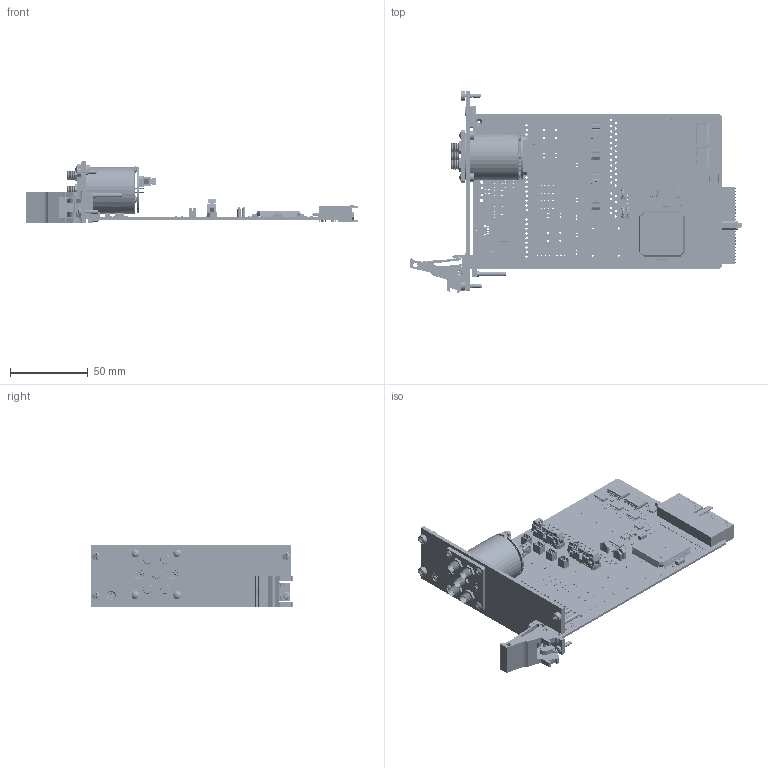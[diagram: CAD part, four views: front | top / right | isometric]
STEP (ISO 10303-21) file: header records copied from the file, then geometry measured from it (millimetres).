
FILE_DESCRIPTION (( 'STEP AP214' ), '1' );
FILE_NAME ('40-784-131 PXI uWave Single 26.5GHz SP4T.STEP', '2013-09-09T11:51:04', ( 'admin' ), ( '' ), 'SwSTEP 2.0', 'SolidWorks 2012', '' );
FILE_SCHEMA (( 'AUTOMOTIVE_DESIGN' ));
Length unit declared in the file: millimetre
Products named in the file (1): 40-784-131 PXI uWave Single 26.5GHz SP4T
Bounding box: 214.01 x 129.87 x 40 mm (x, y, z)
Surface area: 77563.6 mm2 (no closed solid volume)
Topology: 0 solids, 682 shells, 4407 faces, 19562 edges, 15311 vertices
Faces by surface type: plane 3252, cylinder 924, cone 136, torus 44, bspline 41, sphere 10
Full cylindrical faces by diameter (mm): 0.28 x1, 0.5 x1, 0.6 x110, 0.64 x9, 0.66 x14, 0.75 x56, 0.8 x17, 0.9 x13, 0.92 x4, 0.98 x1, 0.996 x7, 1 x17, 1.073 x1, 1.2 x8, 1.3 x8, 1.496 x2, 1.5 x59, 1.519 x2, 1.6 x3, 1.721 x10, 2 x7, 2.05 x1, 2.3 x2, 2.497 x1, 2.5 x6, 2.6 x1, 2.7 x1, 2.8 x1, 3 x3, 4.1 x3
Entity records: 254514 total; most frequent: CARTESIAN_POINT 54771, DIRECTION 30060, ORIENTED_EDGE 25574, EDGE_CURVE 18884, VERTEX_POINT 15183, LINE 13550, VECTOR 13550, AXIS2_PLACEMENT_3D 8255
